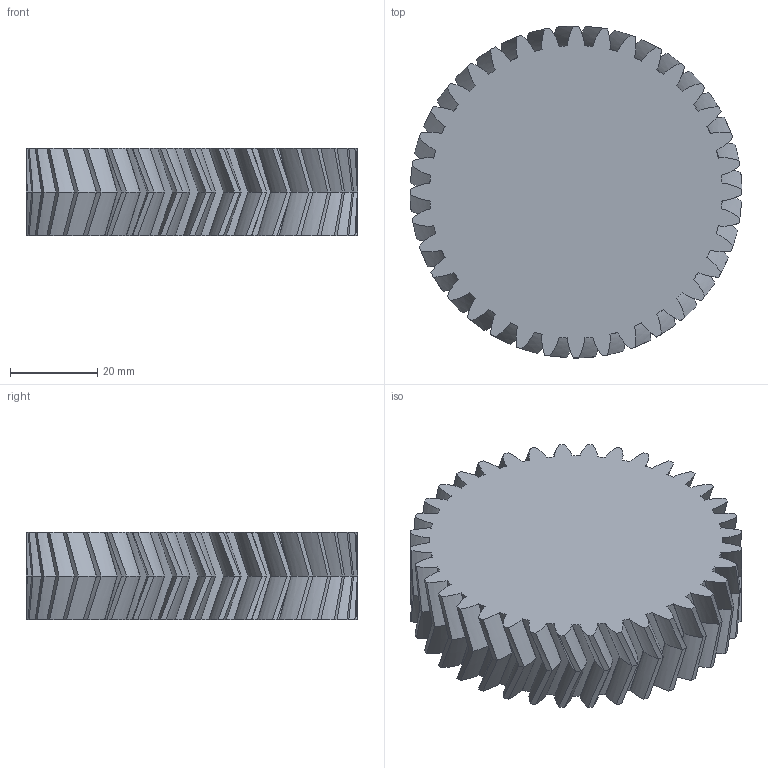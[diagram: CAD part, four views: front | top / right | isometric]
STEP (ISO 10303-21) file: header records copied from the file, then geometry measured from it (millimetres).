
FILE_DESCRIPTION(/* description */ ('STEP AP242','CAx-IF Rec.Pracs.---Representation and Presentation of Product Manufacturing Information (PMI)---4.0---2014-10-13','CAx-IF Rec.Pracs.---3D Tessellated Geometry---0.4---2014-09-14','2;1'),/* implementation_level */ '2;1');
FILE_NAME(/* name */ '679e9bee7d7798045af74c32',/* time_stamp */ '2025-02-01T22:10:56Z',/* author */ (''),/* organization */ (''),/* preprocessor_version */ 'ST-DEVELOPER v20',/* originating_system */ 'ONSHAPE BY PTC INC, 1.193',/* authorisation */ ' ');
FILE_SCHEMA (('AP242_MANAGED_MODEL_BASED_3D_ENGINEERING_MIM_LF { 1 0 10303 442 1 1 4 }'));
Length unit declared in the file: metre
Products named in the file (1): Helical 2M 36T
Bounding box: 75.99 x 75.99 x 20 mm (x, y, z)
Volume: 80203.2 mm3; surface area: 17559.3 mm2
Topology: 1 solids, 1 shells, 398 faces, 1044 edges, 648 vertices
Faces by surface type: bspline 360, cylinder 36, plane 2
Entity records: 22834 total; most frequent: CARTESIAN_POINT 16203, ORIENTED_EDGE 2088, EDGE_CURVE 1044, VERTEX_POINT 648, DIRECTION 546, EDGE_LOOP 398, FACE_BOUND 398, ADVANCED_FACE 398
